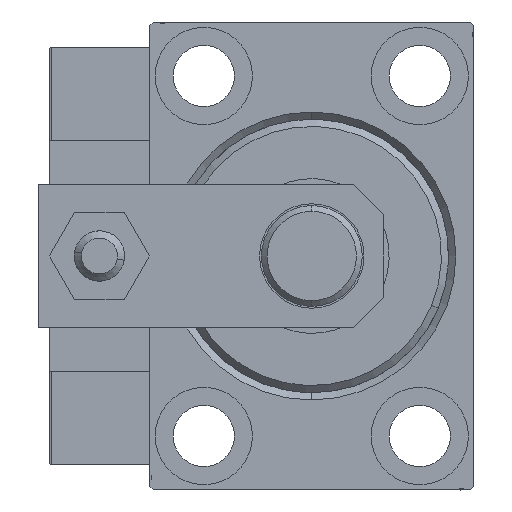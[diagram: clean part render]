
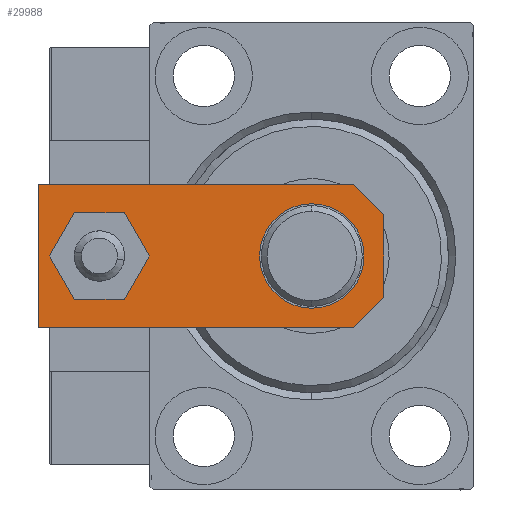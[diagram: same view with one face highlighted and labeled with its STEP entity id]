
A CAD part, left-side view. The second image highlights one B-rep face of the part: STEP entity #29988.
In plain terms, the highlighted face is planar.
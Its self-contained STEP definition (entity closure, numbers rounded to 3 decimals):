
#738 = VECTOR ( 'NONE', #15803, 1000. ) ;
#1680 = CARTESIAN_POINT ( 'NONE',  ( 4., 39.5, 6. ) ) ;
#3012 = CARTESIAN_POINT ( 'NONE',  ( 10., 48., 6. ) ) ;
#3875 = DIRECTION ( 'NONE',  ( 1., 0., 0. ) ) ;
#5155 = CARTESIAN_POINT ( 'NONE',  ( 10., 4.24, 6. ) ) ;
#5214 = VECTOR ( 'NONE', #3875, 1000. ) ;
#6938 = EDGE_CURVE ( 'NONE', #22500, #18595, #43404, .T. ) ;
#8097 = DIRECTION ( 'NONE',  ( 1., 0., 0. ) ) ;
#8147 = CARTESIAN_POINT ( 'NONE',  ( -5.76, 0., 6. ) ) ;
#8664 = EDGE_CURVE ( 'NONE', #22751, #43918, #44484, .T. ) ;
#8788 = VECTOR ( 'NONE', #37518, 1000. ) ;
#8983 = ORIENTED_EDGE ( 'NONE', *, *, #10933, .T. ) ;
#9074 = DIRECTION ( 'NONE',  ( 1., 0., 0. ) ) ;
#9589 = VERTEX_POINT ( 'NONE', #5155 ) ;
#9604 = CIRCLE ( 'NONE', #24342, 7.25 ) ;
#10933 = EDGE_CURVE ( 'NONE', #39657, #19539, #34611, .T. ) ;
#11504 = ORIENTED_EDGE ( 'NONE', *, *, #8664, .F. ) ;
#11966 = FACE_OUTER_BOUND ( 'NONE', #36803, .T. ) ;
#12572 = EDGE_CURVE ( 'NONE', #21121, #43136, #22522, .T. ) ;
#12612 = VECTOR ( 'NONE', #15109, 1000. ) ;
#12978 = DIRECTION ( 'NONE',  ( 0., 0., 1. ) ) ;
#13503 = AXIS2_PLACEMENT_3D ( 'NONE', #16541, #36809, #9074 ) ;
#14764 = EDGE_CURVE ( 'NONE', #43918, #22751, #31590, .T. ) ;
#14943 = CARTESIAN_POINT ( 'NONE',  ( -10., 0., 6. ) ) ;
#15109 = DIRECTION ( 'NONE',  ( 0.707, -0.707, 0. ) ) ;
#15803 = DIRECTION ( 'NONE',  ( 0., -1., 0. ) ) ;
#16335 = CARTESIAN_POINT ( 'NONE',  ( 0., 10., 6. ) ) ;
#16541 = CARTESIAN_POINT ( 'NONE',  ( 0., 10., 6. ) ) ;
#16581 = DIRECTION ( 'NONE',  ( 1., 0., 0. ) ) ;
#18014 = DIRECTION ( 'NONE',  ( 0., 0., 1. ) ) ;
#18595 = VERTEX_POINT ( 'NONE', #45665 ) ;
#18796 = CARTESIAN_POINT ( 'NONE',  ( 2.88, -2.88, 6. ) ) ;
#18908 = CARTESIAN_POINT ( 'NONE',  ( -7.25, 10., 6. ) ) ;
#19330 = ORIENTED_EDGE ( 'NONE', *, *, #43829, .T. ) ;
#19539 = VERTEX_POINT ( 'NONE', #8147 ) ;
#19646 = CARTESIAN_POINT ( 'NONE',  ( -10., 48., 6. ) ) ;
#20416 = VERTEX_POINT ( 'NONE', #28708 ) ;
#21121 = VERTEX_POINT ( 'NONE', #35583 ) ;
#21870 = LINE ( 'NONE', #50032, #8788 ) ;
#22372 = AXIS2_PLACEMENT_3D ( 'NONE', #49300, #18014, #33668 ) ;
#22500 = VERTEX_POINT ( 'NONE', #3012 ) ;
#22522 = CIRCLE ( 'NONE', #13503, 7.25 ) ;
#22552 = ORIENTED_EDGE ( 'NONE', *, *, #14764, .F. ) ;
#22751 = VERTEX_POINT ( 'NONE', #1680 ) ;
#23148 = LINE ( 'NONE', #18796, #37712 ) ;
#23426 = AXIS2_PLACEMENT_3D ( 'NONE', #29515, #30955, #38160 ) ;
#23490 = EDGE_CURVE ( 'NONE', #43136, #21121, #9604, .T. ) ;
#23778 = CARTESIAN_POINT ( 'NONE',  ( 0., 0., 6. ) ) ;
#24342 = AXIS2_PLACEMENT_3D ( 'NONE', #16335, #43280, #8097 ) ;
#24935 = EDGE_CURVE ( 'NONE', #9589, #22500, #21870, .T. ) ;
#25995 = ORIENTED_EDGE ( 'NONE', *, *, #23490, .F. ) ;
#27441 = ORIENTED_EDGE ( 'NONE', *, *, #12572, .F. ) ;
#27866 = LINE ( 'NONE', #19646, #738 ) ;
#28458 = EDGE_CURVE ( 'NONE', #18595, #39657, #27866, .T. ) ;
#28604 = EDGE_LOOP ( 'NONE', ( #25995, #27441 ) ) ;
#28708 = CARTESIAN_POINT ( 'NONE',  ( 5.76, 0., 6. ) ) ;
#29515 = CARTESIAN_POINT ( 'NONE',  ( 0., 39.5, 6. ) ) ;
#29988 = ADVANCED_FACE ( 'NONE', ( #35576, #11966, #35833 ), #43776, .T. ) ;
#30597 = CARTESIAN_POINT ( 'NONE',  ( -10., 4.24, 6. ) ) ;
#30610 = EDGE_CURVE ( 'NONE', #20416, #9589, #23148, .T. ) ;
#30955 = DIRECTION ( 'NONE',  ( 0., 0., 1. ) ) ;
#31590 = CIRCLE ( 'NONE', #23426, 4. ) ;
#32078 = ORIENTED_EDGE ( 'NONE', *, *, #24935, .T. ) ;
#32123 = DIRECTION ( 'NONE',  ( -1., 0., 0. ) ) ;
#33668 = DIRECTION ( 'NONE',  ( 1., 0., 0. ) ) ;
#34611 = LINE ( 'NONE', #50237, #12612 ) ;
#35200 = AXIS2_PLACEMENT_3D ( 'NONE', #23778, #12978, #16581 ) ;
#35576 = FACE_BOUND ( 'NONE', #44394, .T. ) ;
#35583 = CARTESIAN_POINT ( 'NONE',  ( 7.25, 10., 6. ) ) ;
#35833 = FACE_BOUND ( 'NONE', #28604, .T. ) ;
#36799 = ORIENTED_EDGE ( 'NONE', *, *, #30610, .T. ) ;
#36803 = EDGE_LOOP ( 'NONE', ( #44068, #8983, #19330, #36799, #32078, #46644 ) ) ;
#36809 = DIRECTION ( 'NONE',  ( 0., 0., 1. ) ) ;
#37518 = DIRECTION ( 'NONE',  ( 0., 1., 0. ) ) ;
#37712 = VECTOR ( 'NONE', #50077, 1000. ) ;
#38160 = DIRECTION ( 'NONE',  ( 1., 0., 0. ) ) ;
#39657 = VERTEX_POINT ( 'NONE', #30597 ) ;
#40501 = VECTOR ( 'NONE', #32123, 1000. ) ;
#43136 = VERTEX_POINT ( 'NONE', #18908 ) ;
#43280 = DIRECTION ( 'NONE',  ( 0., 0., 1. ) ) ;
#43404 = LINE ( 'NONE', #46743, #40501 ) ;
#43776 = PLANE ( 'NONE',  #35200 ) ;
#43829 = EDGE_CURVE ( 'NONE', #19539, #20416, #50076, .T. ) ;
#43918 = VERTEX_POINT ( 'NONE', #44676 ) ;
#44068 = ORIENTED_EDGE ( 'NONE', *, *, #28458, .T. ) ;
#44394 = EDGE_LOOP ( 'NONE', ( #22552, #11504 ) ) ;
#44484 = CIRCLE ( 'NONE', #22372, 4. ) ;
#44676 = CARTESIAN_POINT ( 'NONE',  ( -4., 39.5, 6. ) ) ;
#45665 = CARTESIAN_POINT ( 'NONE',  ( -10., 48., 6. ) ) ;
#46644 = ORIENTED_EDGE ( 'NONE', *, *, #6938, .T. ) ;
#46743 = CARTESIAN_POINT ( 'NONE',  ( 10., 48., 6. ) ) ;
#49300 = CARTESIAN_POINT ( 'NONE',  ( 0., 39.5, 6. ) ) ;
#50032 = CARTESIAN_POINT ( 'NONE',  ( 10., 0., 6. ) ) ;
#50076 = LINE ( 'NONE', #14943, #5214 ) ;
#50077 = DIRECTION ( 'NONE',  ( 0.707, 0.707, 0. ) ) ;
#50237 = CARTESIAN_POINT ( 'NONE',  ( -2.88, -2.88, 6. ) ) ;
